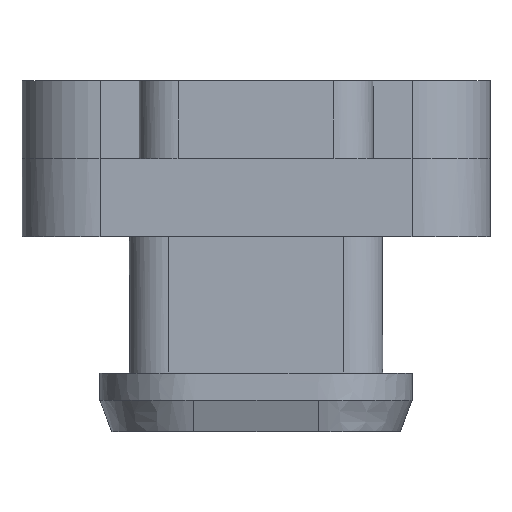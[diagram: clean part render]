
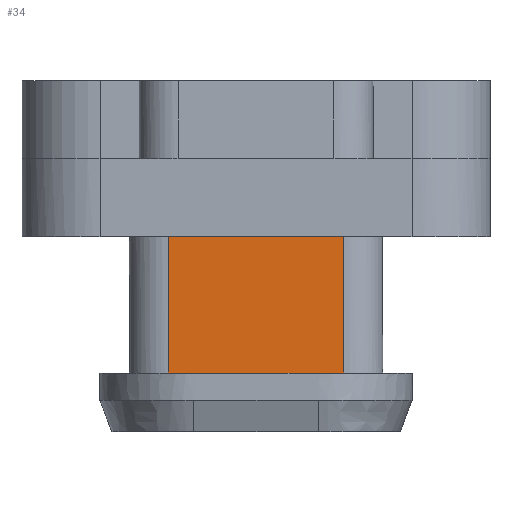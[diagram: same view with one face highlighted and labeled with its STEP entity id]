
A CAD part, left-side view. The second image highlights one B-rep face of the part: STEP entity #34.
In plain terms, the highlighted free-form (B-spline) face has degree [1, 1] with [2, 2] control points.
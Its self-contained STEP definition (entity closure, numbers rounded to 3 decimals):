
#34=ADVANCED_FACE('',(#112),#2597,.T.);
#112=FACE_OUTER_BOUND('',#190,.T.);
#190=EDGE_LOOP('',(#296,#297,#298,#299));
#296=ORIENTED_EDGE('',*,*,#1964,.T.);
#297=ORIENTED_EDGE('',*,*,#1965,.T.);
#298=ORIENTED_EDGE('',*,*,#1966,.T.);
#299=ORIENTED_EDGE('',*,*,#1962,.F.);
#685=B_SPLINE_CURVE_WITH_KNOTS('',1,(#3187,#3188),.UNSPECIFIED.,.F.,.F.,
(2,2),(0.,1.),.UNSPECIFIED.);
#686=B_SPLINE_CURVE_WITH_KNOTS('',1,(#3189,#3190),.UNSPECIFIED.,.F.,.F.,
(2,2),(0.,1.),.UNSPECIFIED.);
#689=B_SPLINE_CURVE_WITH_KNOTS('',1,(#3198,#3199),.UNSPECIFIED.,.F.,.F.,
(2,2),(74.425,78.425),.UNSPECIFIED.);
#690=B_SPLINE_CURVE_WITH_KNOTS('',1,(#3200,#3201),.UNSPECIFIED.,.F.,.F.,
(2,2),(74.425,78.425),.UNSPECIFIED.);
#691=B_SPLINE_CURVE_WITH_KNOTS('',1,(#3202,#3203),.UNSPECIFIED.,.F.,.F.,
(2,2),(0.,1.),.UNSPECIFIED.);
#692=B_SPLINE_CURVE_WITH_KNOTS('',1,(#3204,#3205),.UNSPECIFIED.,.F.,.F.,
(2,2),(0.,1.),.UNSPECIFIED.);
#693=B_SPLINE_CURVE_WITH_KNOTS('',1,(#3206,#3207),.UNSPECIFIED.,.F.,.F.,
(2,2),(-78.425,-74.425),.UNSPECIFIED.);
#694=B_SPLINE_CURVE_WITH_KNOTS('',1,(#3208,#3209),.UNSPECIFIED.,.F.,.F.,
(2,2),(-78.425,-74.425),.UNSPECIFIED.);
#695=B_SPLINE_CURVE_WITH_KNOTS('',1,(#3210,#3211),.UNSPECIFIED.,.F.,.F.,
(2,2),(0.,1.),.UNSPECIFIED.);
#699=B_SPLINE_CURVE_WITH_KNOTS('',1,(#3224,#3225),.UNSPECIFIED.,.F.,.F.,
(2,2),(0.,1.),.UNSPECIFIED.);
#701=B_SPLINE_CURVE_WITH_KNOTS('',1,(#3243,#3244),.UNSPECIFIED.,.F.,.F.,
(2,2),(-78.425,-74.425),.UNSPECIFIED.);
#758=B_SPLINE_CURVE_WITH_KNOTS('',1,(#3665,#3666),.UNSPECIFIED.,.F.,.F.,
(2,2),(74.425,78.425),.UNSPECIFIED.);
#996=PCURVE('',#2530,#1384);
#999=PCURVE('',#2597,#1387);
#1000=PCURVE('',#2597,#1388);
#1001=PCURVE('',#2597,#1389);
#1002=PCURVE('',#2597,#1390);
#1006=PCURVE('',#2531,#1394);
#1013=PCURVE('',#2598,#1401);
#1073=PCURVE('',#2600,#1461);
#1384=DEFINITIONAL_REPRESENTATION('',(#686),#5123);
#1387=DEFINITIONAL_REPRESENTATION('',(#690),#5123);
#1388=DEFINITIONAL_REPRESENTATION('',(#692),#5123);
#1389=DEFINITIONAL_REPRESENTATION('',(#694),#5123);
#1390=DEFINITIONAL_REPRESENTATION('',(#695),#5123);
#1394=DEFINITIONAL_REPRESENTATION('',(#699),#5123);
#1401=DEFINITIONAL_REPRESENTATION('',(#701),#5123);
#1461=DEFINITIONAL_REPRESENTATION('',(#758),#5123);
#1768=SURFACE_CURVE('',#685,(#996,#1002),.PCURVE_S1.);
#1770=SURFACE_CURVE('',#689,(#999,#1073),.PCURVE_S1.);
#1771=SURFACE_CURVE('',#691,(#1000,#1006),.PCURVE_S1.);
#1772=SURFACE_CURVE('',#693,(#1001,#1013),.PCURVE_S1.);
#1962=EDGE_CURVE('',#2418,#2419,#1768,.T.);
#1964=EDGE_CURVE('',#2418,#2420,#1770,.T.);
#1965=EDGE_CURVE('',#2420,#2421,#1771,.T.);
#1966=EDGE_CURVE('',#2421,#2419,#1772,.T.);
#2418=VERTEX_POINT('',#3068);
#2419=VERTEX_POINT('',#3069);
#2420=VERTEX_POINT('',#3070);
#2421=VERTEX_POINT('',#3071);
#2530=(
BOUNDED_SURFACE()
B_SPLINE_SURFACE(2,1,((#2656,#2657),(#2658,#2659),(#2660,#2661)),
 .UNSPECIFIED.,.F.,.F.,.F.)
B_SPLINE_SURFACE_WITH_KNOTS((3,3),(2,2),(72.854,74.425),
(0.,1.),.UNSPECIFIED.)
GEOMETRIC_REPRESENTATION_ITEM()
RATIONAL_B_SPLINE_SURFACE(((1.,1.),(0.707,0.707),
(1.,1.)))
REPRESENTATION_ITEM('')
SURFACE()
);
#2531=(
BOUNDED_SURFACE()
B_SPLINE_SURFACE(2,1,((#2666,#2667),(#2668,#2669),(#2670,#2671)),
 .UNSPECIFIED.,.F.,.F.,.F.)
B_SPLINE_SURFACE_WITH_KNOTS((3,3),(2,2),(78.425,79.996),
(0.,1.),.UNSPECIFIED.)
GEOMETRIC_REPRESENTATION_ITEM()
RATIONAL_B_SPLINE_SURFACE(((1.,1.),(0.707,0.707),
(1.,1.)))
REPRESENTATION_ITEM('')
SURFACE()
);
#2597=B_SPLINE_SURFACE_WITH_KNOTS('',1,1,((#2662,#2663),(#2664,#2665)),
 .UNSPECIFIED.,.F.,.F.,.F.,(2,2),(2,2),(-2.25,2.25),(-0.5,3.),
 .UNSPECIFIED.);
#2598=B_SPLINE_SURFACE_WITH_KNOTS('',1,1,((#2672,#2673),(#2674,#2675)),
 .UNSPECIFIED.,.F.,.F.,.F.,(2,2),(2,2),(-1.,5.),(-0.25,6.25),
 .UNSPECIFIED.);
#2600=B_SPLINE_SURFACE_WITH_KNOTS('',1,1,((#2982,#2983),(#2984,#2985)),
 .UNSPECIFIED.,.F.,.F.,.F.,(2,2),(2,2),(0.,8.),(-3.,22.),.UNSPECIFIED.);
#2656=CARTESIAN_POINT('',(-2.,3.25,-3.5));
#2657=CARTESIAN_POINT('',(-2.,3.25,0.));
#2658=CARTESIAN_POINT('',(-3.,3.25,-3.5));
#2659=CARTESIAN_POINT('',(-3.,3.25,0.));
#2660=CARTESIAN_POINT('',(-3.,2.25,-3.5));
#2661=CARTESIAN_POINT('',(-3.,2.25,0.));
#2662=CARTESIAN_POINT('',(-3.,2.25,-3.5));
#2663=CARTESIAN_POINT('',(-3.,2.25,0.));
#2664=CARTESIAN_POINT('',(-3.,-2.25,-3.5));
#2665=CARTESIAN_POINT('',(-3.,-2.25,0.));
#2666=CARTESIAN_POINT('',(-3.,-2.25,-3.5));
#2667=CARTESIAN_POINT('',(-3.,-2.25,0.));
#2668=CARTESIAN_POINT('',(-3.,-3.25,-3.5));
#2669=CARTESIAN_POINT('',(-3.,-3.25,0.));
#2670=CARTESIAN_POINT('',(-2.,-3.25,-3.5));
#2671=CARTESIAN_POINT('',(-2.,-3.25,0.));
#2672=CARTESIAN_POINT('',(-3.,-3.25,0.));
#2673=CARTESIAN_POINT('',(-3.,3.25,0.));
#2674=CARTESIAN_POINT('',(3.,-3.25,0.));
#2675=CARTESIAN_POINT('',(3.,3.25,0.));
#2982=CARTESIAN_POINT('',(-12.5,4.,-3.5));
#2983=CARTESIAN_POINT('',(12.5,4.,-3.5));
#2984=CARTESIAN_POINT('',(-12.5,-4.,-3.5));
#2985=CARTESIAN_POINT('',(12.5,-4.,-3.5));
#3068=CARTESIAN_POINT('',(-3.,2.25,-3.5));
#3069=CARTESIAN_POINT('',(-3.,2.25,0.));
#3070=CARTESIAN_POINT('',(-3.,-2.25,-3.5));
#3071=CARTESIAN_POINT('',(-3.,-2.25,0.));
#3187=CARTESIAN_POINT('',(-3.,2.25,-3.5));
#3188=CARTESIAN_POINT('',(-3.,2.25,0.));
#3189=CARTESIAN_POINT('',(74.425,0.));
#3190=CARTESIAN_POINT('',(74.425,1.));
#3198=CARTESIAN_POINT('',(-3.,2.25,-3.5));
#3199=CARTESIAN_POINT('',(-3.,-2.25,-3.5));
#3200=CARTESIAN_POINT('',(-2.25,-0.5));
#3201=CARTESIAN_POINT('',(2.25,-0.5));
#3202=CARTESIAN_POINT('',(-3.,-2.25,-3.5));
#3203=CARTESIAN_POINT('',(-3.,-2.25,0.));
#3204=CARTESIAN_POINT('',(2.25,-0.5));
#3205=CARTESIAN_POINT('',(2.25,3.));
#3206=CARTESIAN_POINT('',(-3.,-2.25,0.));
#3207=CARTESIAN_POINT('',(-3.,2.25,0.));
#3208=CARTESIAN_POINT('',(2.25,3.));
#3209=CARTESIAN_POINT('',(-2.25,3.));
#3210=CARTESIAN_POINT('',(-2.25,-0.5));
#3211=CARTESIAN_POINT('',(-2.25,3.));
#3224=CARTESIAN_POINT('',(78.425,0.));
#3225=CARTESIAN_POINT('',(78.425,1.));
#3243=CARTESIAN_POINT('',(-1.,0.75));
#3244=CARTESIAN_POINT('',(-1.,5.25));
#3665=CARTESIAN_POINT('',(1.75,6.5));
#3666=CARTESIAN_POINT('',(6.25,6.5));
#5123=(
GEOMETRIC_REPRESENTATION_CONTEXT(2)
PARAMETRIC_REPRESENTATION_CONTEXT()
REPRESENTATION_CONTEXT('pspace','')
);
